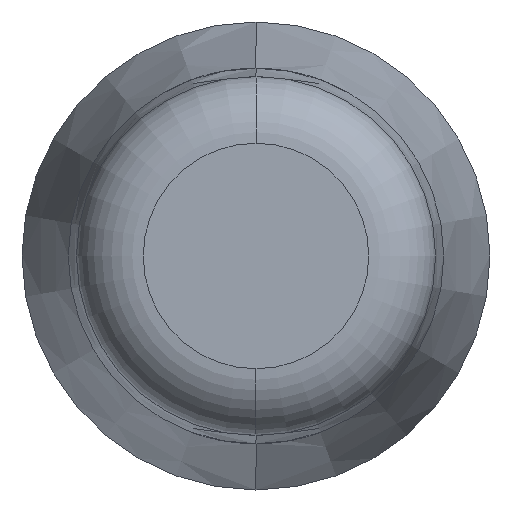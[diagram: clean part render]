
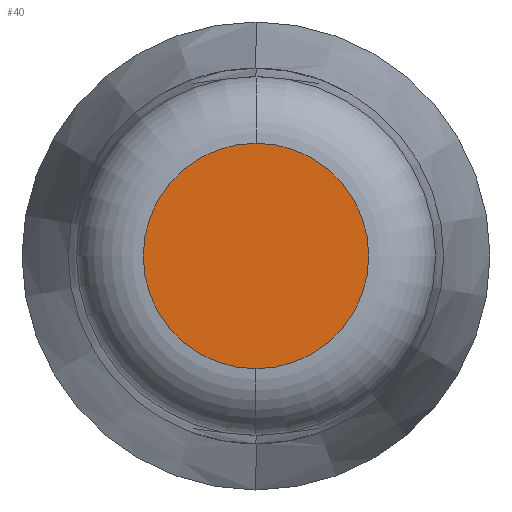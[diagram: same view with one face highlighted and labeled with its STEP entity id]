
A CAD part, front view. The second image highlights one B-rep face of the part: STEP entity #40.
In plain terms, the highlighted face is planar.
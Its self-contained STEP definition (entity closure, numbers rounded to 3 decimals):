
#40 = ADVANCED_FACE ( 'NONE', ( #2373 ), #862, .T. ) ;
#64 = CIRCLE ( 'NONE', #384, 8.407 ) ;
#101 = EDGE_CURVE ( 'NONE', #1816, #1119, #1076, .T. ) ;
#281 = DIRECTION ( 'NONE',  ( 0., 0., 1. ) ) ;
#384 = AXIS2_PLACEMENT_3D ( 'NONE', #943, #2313, #2505 ) ;
#594 = ORIENTED_EDGE ( 'NONE', *, *, #101, .T. ) ;
#735 = AXIS2_PLACEMENT_3D ( 'NONE', #1094, #1290, #281 ) ;
#745 = DIRECTION ( 'NONE',  ( 0., 1., 0. ) ) ;
#862 = PLANE ( 'NONE',  #735 ) ;
#943 = CARTESIAN_POINT ( 'NONE',  ( 0., 62.001, 0. ) ) ;
#1076 = CIRCLE ( 'NONE', #2081, 8.407 ) ;
#1094 = CARTESIAN_POINT ( 'NONE',  ( 0., 62.001, 13. ) ) ;
#1119 = VERTEX_POINT ( 'NONE', #1310 ) ;
#1290 = DIRECTION ( 'NONE',  ( 0., 1., 0. ) ) ;
#1310 = CARTESIAN_POINT ( 'NONE',  ( 0., 62.001, 8.407 ) ) ;
#1490 = CARTESIAN_POINT ( 'NONE',  ( 0., 62.001, -8.407 ) ) ;
#1816 = VERTEX_POINT ( 'NONE', #1490 ) ;
#2081 = AXIS2_PLACEMENT_3D ( 'NONE', #2499, #745, #2113 ) ;
#2113 = DIRECTION ( 'NONE',  ( 0., 0., 1. ) ) ;
#2311 = EDGE_LOOP ( 'NONE', ( #2380, #594 ) ) ;
#2313 = DIRECTION ( 'NONE',  ( 0., 1., 0. ) ) ;
#2371 = EDGE_CURVE ( 'NONE', #1119, #1816, #64, .T. ) ;
#2373 = FACE_OUTER_BOUND ( 'NONE', #2311, .T. ) ;
#2380 = ORIENTED_EDGE ( 'NONE', *, *, #2371, .T. ) ;
#2499 = CARTESIAN_POINT ( 'NONE',  ( 0., 62.001, 0. ) ) ;
#2505 = DIRECTION ( 'NONE',  ( 0., 0., 1. ) ) ;
